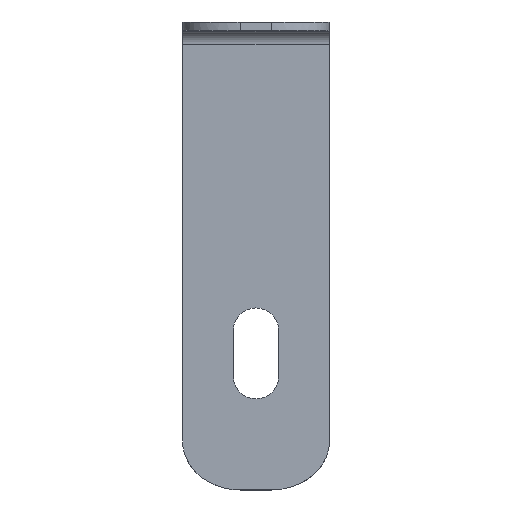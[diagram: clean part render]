
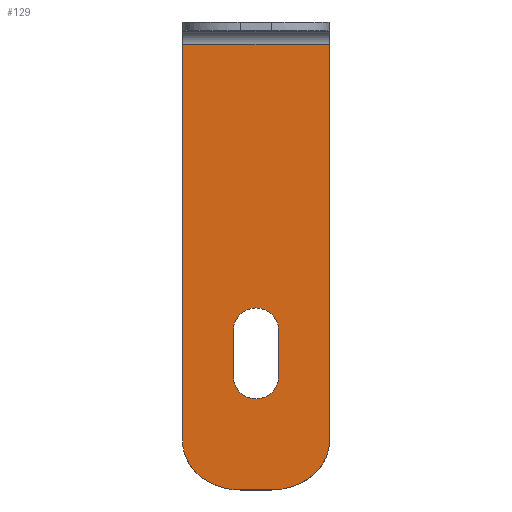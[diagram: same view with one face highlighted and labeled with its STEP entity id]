
A CAD part, top view. The second image highlights one B-rep face of the part: STEP entity #129.
In plain terms, the highlighted planar face has unit normal (0, 0, 1).
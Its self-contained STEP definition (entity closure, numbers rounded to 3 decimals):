
#27=CARTESIAN_POINT('',(10.712,-40.288,1.499));
#28=DIRECTION('',(0.,0.,1.));
#29=DIRECTION('',(1.,0.,0.));
#30=AXIS2_PLACEMENT_3D('',#27,#28,#29);
#31=PLANE('',#30);
#32=CARTESIAN_POINT('',(4.623,-65.685,1.499));
#33=VERTEX_POINT('',#32);
#34=CARTESIAN_POINT('',(4.623,-57.231,1.499));
#35=VERTEX_POINT('',#34);
#36=CARTESIAN_POINT('',(4.623,-65.685,1.499));
#37=DIRECTION('',(0.,1.,0.));
#38=VECTOR('',#37,8.454);
#39=LINE('',#36,#38);
#40=EDGE_CURVE('',#33,#35,#39,.T.);
#41=ORIENTED_EDGE('',*,*,#40,.F.);
#42=CARTESIAN_POINT('',(0.386,-69.922,1.499));
#43=VERTEX_POINT('',#42);
#44=CARTESIAN_POINT('',(0.386,-65.685,1.499));
#45=DIRECTION('',(0.,0.,1.));
#46=DIRECTION('',(1.,0.,-0.));
#47=AXIS2_PLACEMENT_3D('',#44,#45,#46);
#48=CIRCLE('',#47,4.237);
#49=EDGE_CURVE('',#43,#33,#48,.T.);
#50=ORIENTED_EDGE('',*,*,#49,.F.);
#51=CARTESIAN_POINT('',(-3.851,-65.685,1.499));
#52=VERTEX_POINT('',#51);
#53=CARTESIAN_POINT('',(0.386,-65.685,1.499));
#54=DIRECTION('',(0.,0.,1.));
#55=DIRECTION('',(1.,0.,-0.));
#56=AXIS2_PLACEMENT_3D('',#53,#54,#55);
#57=CIRCLE('',#56,4.237);
#58=EDGE_CURVE('',#52,#43,#57,.T.);
#59=ORIENTED_EDGE('',*,*,#58,.F.);
#60=CARTESIAN_POINT('',(-3.851,-57.231,1.499));
#61=VERTEX_POINT('',#60);
#62=CARTESIAN_POINT('',(-3.851,-57.231,1.499));
#63=DIRECTION('',(0.,-1.,0.));
#64=VECTOR('',#63,8.454);
#65=LINE('',#62,#64);
#66=EDGE_CURVE('',#61,#52,#65,.T.);
#67=ORIENTED_EDGE('',*,*,#66,.F.);
#68=CARTESIAN_POINT('',(0.386,-57.231,1.499));
#69=DIRECTION('',(0.,0.,1.));
#70=DIRECTION('',(1.,0.,-0.));
#71=AXIS2_PLACEMENT_3D('',#68,#69,#70);
#72=CIRCLE('',#71,4.237);
#73=EDGE_CURVE('',#35,#61,#72,.T.);
#74=ORIENTED_EDGE('',*,*,#73,.F.);
#75=EDGE_LOOP('',(#41,#50,#59,#67,#74));
#76=FACE_BOUND('',#75,.T.);
#77=CARTESIAN_POINT('',(-13.282,-3.916,1.499));
#78=VERTEX_POINT('',#77);
#79=CARTESIAN_POINT('',(-13.282,-77.714,1.499));
#80=VERTEX_POINT('',#79);
#81=CARTESIAN_POINT('',(-13.282,-3.916,1.499));
#82=DIRECTION('',(0.,-1.,0.));
#83=VECTOR('',#82,73.798);
#84=LINE('',#81,#83);
#85=EDGE_CURVE('',#78,#80,#84,.T.);
#86=ORIENTED_EDGE('',*,*,#85,.T.);
#87=CARTESIAN_POINT('',(-2.506,-86.85,1.499));
#88=VERTEX_POINT('',#87);
#89=CARTESIAN_POINT('',(-13.282,-77.714,1.499));
#90=CARTESIAN_POINT('',(-13.282,-83.805,1.499));
#91=CARTESIAN_POINT('',(-7.894,-86.85,1.499));
#92=CARTESIAN_POINT('',(-2.506,-86.85,1.499));
#93=(BOUNDED_CURVE()
B_SPLINE_CURVE(3,(#89,#90,#91,#92),.UNSPECIFIED.,.F.,.F.)
B_SPLINE_CURVE_WITH_KNOTS((4,4),(0.75,1.),.UNSPECIFIED.)
CURVE()
GEOMETRIC_REPRESENTATION_ITEM()
RATIONAL_B_SPLINE_CURVE((0.5,0.5,0.667,1.))
REPRESENTATION_ITEM(''));
#94=EDGE_CURVE('',#80,#88,#93,.T.);
#95=ORIENTED_EDGE('',*,*,#94,.T.);
#96=CARTESIAN_POINT('',(3.278,-86.85,1.499));
#97=VERTEX_POINT('',#96);
#98=CARTESIAN_POINT('',(-2.506,-86.85,1.499));
#99=DIRECTION('',(1.,0.,-0.));
#100=VECTOR('',#99,5.784);
#101=LINE('',#98,#100);
#102=EDGE_CURVE('',#88,#97,#101,.T.);
#103=ORIENTED_EDGE('',*,*,#102,.T.);
#104=CARTESIAN_POINT('',(14.053,-77.714,1.499));
#105=VERTEX_POINT('',#104);
#106=CARTESIAN_POINT('',(3.278,-86.85,1.499));
#107=CARTESIAN_POINT('',(8.666,-86.85,1.499));
#108=CARTESIAN_POINT('',(14.053,-83.805,1.499));
#109=CARTESIAN_POINT('',(14.053,-77.714,1.499));
#110=(BOUNDED_CURVE()
B_SPLINE_CURVE(3,(#106,#107,#108,#109),.UNSPECIFIED.,.F.,.F.)
B_SPLINE_CURVE_WITH_KNOTS((4,4),(0.,0.25),.UNSPECIFIED.)
CURVE()
GEOMETRIC_REPRESENTATION_ITEM()
RATIONAL_B_SPLINE_CURVE((1.,0.667,0.5,0.5))
REPRESENTATION_ITEM(''));
#111=EDGE_CURVE('',#97,#105,#110,.T.);
#112=ORIENTED_EDGE('',*,*,#111,.T.);
#113=CARTESIAN_POINT('',(14.053,-3.916,1.499));
#114=VERTEX_POINT('',#113);
#115=CARTESIAN_POINT('',(14.053,-77.714,1.499));
#116=DIRECTION('',(0.,1.,0.));
#117=VECTOR('',#116,73.798);
#118=LINE('',#115,#117);
#119=EDGE_CURVE('',#105,#114,#118,.T.);
#120=ORIENTED_EDGE('',*,*,#119,.T.);
#121=CARTESIAN_POINT('',(14.053,-3.916,1.499));
#122=DIRECTION('',(-1.,-0.,0.));
#123=VECTOR('',#122,27.335);
#124=LINE('',#121,#123);
#125=EDGE_CURVE('',#114,#78,#124,.T.);
#126=ORIENTED_EDGE('',*,*,#125,.T.);
#127=EDGE_LOOP('',(#86,#95,#103,#112,#120,#126));
#128=FACE_BOUND('',#127,.T.);
#129=ADVANCED_FACE('',(#76,#128),#31,.T.);
